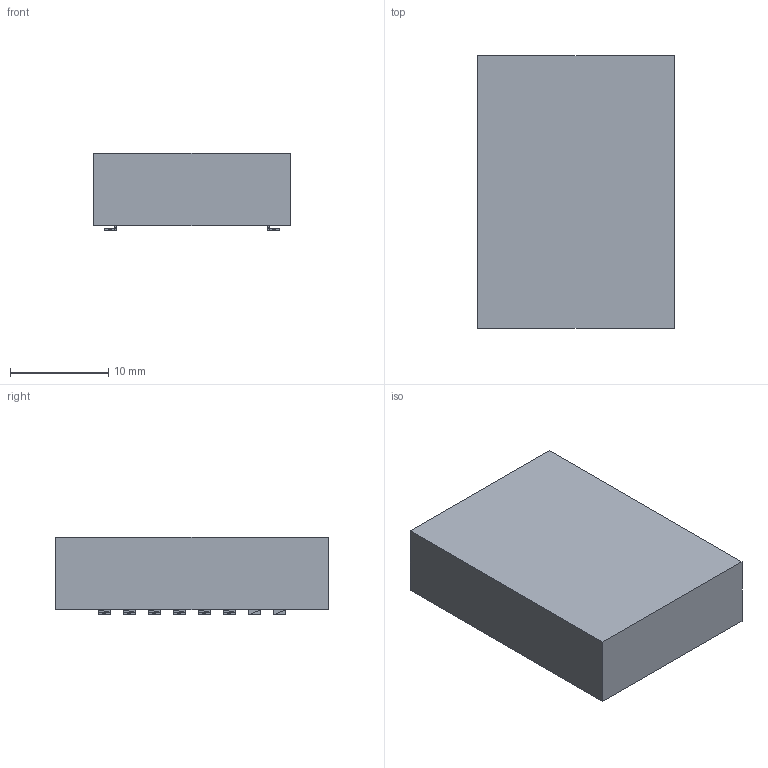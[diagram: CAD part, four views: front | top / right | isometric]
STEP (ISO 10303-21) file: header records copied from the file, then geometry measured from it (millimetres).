
FILE_DESCRIPTION(('STEP AP214'),'1');
FILE_NAME('LDS-C814RI_LUM','2024-11-13T02:50:55',(''),(''),'','','');
FILE_SCHEMA(('AUTOMOTIVE_DESIGN'));
Length unit declared in the file: millimetre
Products named in the file (1): product
Bounding box: 19.99 x 27.71 x 7.9 mm (x, y, z)
Volume: 4094.3 mm3; surface area: 1882.5 mm2
Topology: 2 solids, 15 shells, 269 faces, 483 edges, 192 vertices
Faces by surface type: plane 268, cylinder 1
Full cylindrical faces by diameter (mm): 0.635 x1
Entity records: 5755 total; most frequent: DIRECTION 1026, ORIENTED_EDGE 808, EDGE_CURVE 482, LINE 480, VECTOR 480, CARTESIAN_POINT 465, AXIS2_PLACEMENT_3D 273, EDGE_LOOP 270
